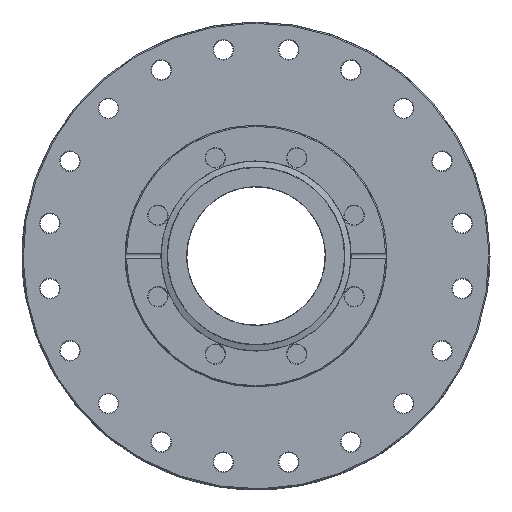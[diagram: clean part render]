
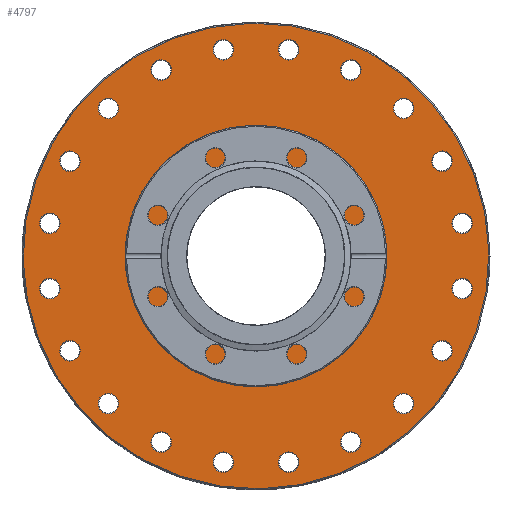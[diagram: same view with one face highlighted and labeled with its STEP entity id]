
A CAD part, front view. The second image highlights one B-rep face of the part: STEP entity #4797.
In plain terms, the highlighted planar face has unit normal (0, -1, 0).
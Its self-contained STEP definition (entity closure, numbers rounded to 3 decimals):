
#793=PLANE('',#5212);
#936=FACE_BOUND('',#1437,.T.);
#937=FACE_BOUND('',#1438,.T.);
#938=FACE_BOUND('',#1439,.T.);
#939=FACE_BOUND('',#1440,.T.);
#940=FACE_BOUND('',#1441,.T.);
#941=FACE_BOUND('',#1442,.T.);
#942=FACE_BOUND('',#1443,.T.);
#943=FACE_BOUND('',#1444,.T.);
#944=FACE_BOUND('',#1445,.T.);
#945=FACE_BOUND('',#1446,.T.);
#946=FACE_BOUND('',#1447,.T.);
#947=FACE_BOUND('',#1448,.T.);
#948=FACE_BOUND('',#1449,.T.);
#949=FACE_BOUND('',#1450,.T.);
#950=FACE_BOUND('',#1451,.T.);
#951=FACE_BOUND('',#1452,.T.);
#952=FACE_BOUND('',#1453,.T.);
#953=FACE_BOUND('',#1454,.T.);
#954=FACE_BOUND('',#1455,.T.);
#955=FACE_BOUND('',#1456,.T.);
#956=FACE_BOUND('',#1457,.T.);
#1124=FACE_OUTER_BOUND('',#1436,.T.);
#1436=EDGE_LOOP('',(#3382));
#1437=EDGE_LOOP('',(#3383));
#1438=EDGE_LOOP('',(#3384));
#1439=EDGE_LOOP('',(#3385));
#1440=EDGE_LOOP('',(#3386));
#1441=EDGE_LOOP('',(#3387));
#1442=EDGE_LOOP('',(#3388));
#1443=EDGE_LOOP('',(#3389));
#1444=EDGE_LOOP('',(#3390));
#1445=EDGE_LOOP('',(#3391));
#1446=EDGE_LOOP('',(#3392));
#1447=EDGE_LOOP('',(#3393));
#1448=EDGE_LOOP('',(#3394));
#1449=EDGE_LOOP('',(#3395));
#1450=EDGE_LOOP('',(#3396));
#1451=EDGE_LOOP('',(#3397));
#1452=EDGE_LOOP('',(#3398));
#1453=EDGE_LOOP('',(#3399));
#1454=EDGE_LOOP('',(#3400));
#1455=EDGE_LOOP('',(#3401));
#1456=EDGE_LOOP('',(#3402));
#1457=EDGE_LOOP('',(#3403));
#1931=CIRCLE('',#5208,31.75);
#1932=CIRCLE('',#5210,101.);
#1934=CIRCLE('',#5213,4.45);
#1935=CIRCLE('',#5214,4.45);
#1936=CIRCLE('',#5215,4.45);
#1937=CIRCLE('',#5216,4.45);
#1938=CIRCLE('',#5217,4.45);
#1939=CIRCLE('',#5218,4.45);
#1940=CIRCLE('',#5219,4.45);
#1941=CIRCLE('',#5220,4.45);
#1942=CIRCLE('',#5221,4.45);
#1943=CIRCLE('',#5222,4.45);
#1944=CIRCLE('',#5223,4.45);
#1945=CIRCLE('',#5224,4.45);
#1946=CIRCLE('',#5225,4.45);
#1947=CIRCLE('',#5226,4.45);
#1948=CIRCLE('',#5227,4.45);
#1949=CIRCLE('',#5228,4.45);
#1950=CIRCLE('',#5229,4.45);
#1951=CIRCLE('',#5230,4.45);
#1952=CIRCLE('',#5231,4.45);
#1953=CIRCLE('',#5232,4.45);
#2201=VERTEX_POINT('',#6894);
#2202=VERTEX_POINT('',#6897);
#2204=VERTEX_POINT('',#6902);
#2205=VERTEX_POINT('',#6904);
#2206=VERTEX_POINT('',#6906);
#2207=VERTEX_POINT('',#6908);
#2208=VERTEX_POINT('',#6910);
#2209=VERTEX_POINT('',#6912);
#2210=VERTEX_POINT('',#6914);
#2211=VERTEX_POINT('',#6916);
#2212=VERTEX_POINT('',#6918);
#2213=VERTEX_POINT('',#6920);
#2214=VERTEX_POINT('',#6922);
#2215=VERTEX_POINT('',#6924);
#2216=VERTEX_POINT('',#6926);
#2217=VERTEX_POINT('',#6928);
#2218=VERTEX_POINT('',#6930);
#2219=VERTEX_POINT('',#6932);
#2220=VERTEX_POINT('',#6934);
#2221=VERTEX_POINT('',#6936);
#2222=VERTEX_POINT('',#6938);
#2223=VERTEX_POINT('',#6940);
#2701=EDGE_CURVE('',#2201,#2201,#1931,.T.);
#2702=EDGE_CURVE('',#2202,#2202,#1932,.T.);
#2704=EDGE_CURVE('',#2204,#2204,#1934,.T.);
#2705=EDGE_CURVE('',#2205,#2205,#1935,.T.);
#2706=EDGE_CURVE('',#2206,#2206,#1936,.T.);
#2707=EDGE_CURVE('',#2207,#2207,#1937,.T.);
#2708=EDGE_CURVE('',#2208,#2208,#1938,.T.);
#2709=EDGE_CURVE('',#2209,#2209,#1939,.T.);
#2710=EDGE_CURVE('',#2210,#2210,#1940,.T.);
#2711=EDGE_CURVE('',#2211,#2211,#1941,.T.);
#2712=EDGE_CURVE('',#2212,#2212,#1942,.T.);
#2713=EDGE_CURVE('',#2213,#2213,#1943,.T.);
#2714=EDGE_CURVE('',#2214,#2214,#1944,.T.);
#2715=EDGE_CURVE('',#2215,#2215,#1945,.T.);
#2716=EDGE_CURVE('',#2216,#2216,#1946,.T.);
#2717=EDGE_CURVE('',#2217,#2217,#1947,.T.);
#2718=EDGE_CURVE('',#2218,#2218,#1948,.T.);
#2719=EDGE_CURVE('',#2219,#2219,#1949,.T.);
#2720=EDGE_CURVE('',#2220,#2220,#1950,.T.);
#2721=EDGE_CURVE('',#2221,#2221,#1951,.T.);
#2722=EDGE_CURVE('',#2222,#2222,#1952,.T.);
#2723=EDGE_CURVE('',#2223,#2223,#1953,.T.);
#3382=ORIENTED_EDGE('',*,*,#2702,.F.);
#3383=ORIENTED_EDGE('',*,*,#2701,.T.);
#3384=ORIENTED_EDGE('',*,*,#2704,.F.);
#3385=ORIENTED_EDGE('',*,*,#2705,.F.);
#3386=ORIENTED_EDGE('',*,*,#2706,.F.);
#3387=ORIENTED_EDGE('',*,*,#2707,.F.);
#3388=ORIENTED_EDGE('',*,*,#2708,.F.);
#3389=ORIENTED_EDGE('',*,*,#2709,.F.);
#3390=ORIENTED_EDGE('',*,*,#2710,.F.);
#3391=ORIENTED_EDGE('',*,*,#2711,.F.);
#3392=ORIENTED_EDGE('',*,*,#2712,.F.);
#3393=ORIENTED_EDGE('',*,*,#2713,.F.);
#3394=ORIENTED_EDGE('',*,*,#2714,.F.);
#3395=ORIENTED_EDGE('',*,*,#2715,.F.);
#3396=ORIENTED_EDGE('',*,*,#2716,.F.);
#3397=ORIENTED_EDGE('',*,*,#2717,.F.);
#3398=ORIENTED_EDGE('',*,*,#2718,.F.);
#3399=ORIENTED_EDGE('',*,*,#2719,.F.);
#3400=ORIENTED_EDGE('',*,*,#2720,.F.);
#3401=ORIENTED_EDGE('',*,*,#2721,.F.);
#3402=ORIENTED_EDGE('',*,*,#2722,.F.);
#3403=ORIENTED_EDGE('',*,*,#2723,.F.);
#4797=ADVANCED_FACE('',(#1124,#936,#937,#938,#939,#940,#941,#942,#943,#944,
#945,#946,#947,#948,#949,#950,#951,#952,#953,#954,#955,#956),#793,.T.);
#5208=AXIS2_PLACEMENT_3D('',#6895,#5697,#5698);
#5210=AXIS2_PLACEMENT_3D('',#6898,#5701,#5702);
#5212=AXIS2_PLACEMENT_3D('',#6901,#5705,#5706);
#5213=AXIS2_PLACEMENT_3D('',#6903,#5707,#5708);
#5214=AXIS2_PLACEMENT_3D('',#6905,#5709,#5710);
#5215=AXIS2_PLACEMENT_3D('',#6907,#5711,#5712);
#5216=AXIS2_PLACEMENT_3D('',#6909,#5713,#5714);
#5217=AXIS2_PLACEMENT_3D('',#6911,#5715,#5716);
#5218=AXIS2_PLACEMENT_3D('',#6913,#5717,#5718);
#5219=AXIS2_PLACEMENT_3D('',#6915,#5719,#5720);
#5220=AXIS2_PLACEMENT_3D('',#6917,#5721,#5722);
#5221=AXIS2_PLACEMENT_3D('',#6919,#5723,#5724);
#5222=AXIS2_PLACEMENT_3D('',#6921,#5725,#5726);
#5223=AXIS2_PLACEMENT_3D('',#6923,#5727,#5728);
#5224=AXIS2_PLACEMENT_3D('',#6925,#5729,#5730);
#5225=AXIS2_PLACEMENT_3D('',#6927,#5731,#5732);
#5226=AXIS2_PLACEMENT_3D('',#6929,#5733,#5734);
#5227=AXIS2_PLACEMENT_3D('',#6931,#5735,#5736);
#5228=AXIS2_PLACEMENT_3D('',#6933,#5737,#5738);
#5229=AXIS2_PLACEMENT_3D('',#6935,#5739,#5740);
#5230=AXIS2_PLACEMENT_3D('',#6937,#5741,#5742);
#5231=AXIS2_PLACEMENT_3D('',#6939,#5743,#5744);
#5232=AXIS2_PLACEMENT_3D('',#6941,#5745,#5746);
#5697=DIRECTION('center_axis',(0.,1.,0.));
#5698=DIRECTION('ref_axis',(0.988,0.,0.156));
#5701=DIRECTION('center_axis',(0.,1.,0.));
#5702=DIRECTION('ref_axis',(1.,0.,0.));
#5705=DIRECTION('center_axis',(0.,-1.,0.));
#5706=DIRECTION('ref_axis',(0.,0.,-1.));
#5707=DIRECTION('center_axis',(0.,-1.,0.));
#5708=DIRECTION('ref_axis',(0.951,0.,0.309));
#5709=DIRECTION('center_axis',(0.,-1.,0.));
#5710=DIRECTION('ref_axis',(0.588,0.,0.809));
#5711=DIRECTION('center_axis',(0.,-1.,0.));
#5712=DIRECTION('ref_axis',(0.,0.,1.));
#5713=DIRECTION('center_axis',(0.,-1.,0.));
#5714=DIRECTION('ref_axis',(-0.588,0.,0.809));
#5715=DIRECTION('center_axis',(0.,-1.,0.));
#5716=DIRECTION('ref_axis',(-0.951,0.,0.309));
#5717=DIRECTION('center_axis',(0.,-1.,0.));
#5718=DIRECTION('ref_axis',(-0.951,0.,-0.309));
#5719=DIRECTION('center_axis',(0.,-1.,0.));
#5720=DIRECTION('ref_axis',(-0.588,0.,-0.809));
#5721=DIRECTION('center_axis',(0.,-1.,0.));
#5722=DIRECTION('ref_axis',(0.,0.,-1.));
#5723=DIRECTION('center_axis',(0.,-1.,0.));
#5724=DIRECTION('ref_axis',(0.588,0.,-0.809));
#5725=DIRECTION('center_axis',(0.,-1.,0.));
#5726=DIRECTION('ref_axis',(0.951,0.,-0.309));
#5727=DIRECTION('center_axis',(0.,-1.,0.));
#5728=DIRECTION('ref_axis',(1.,0.,0.));
#5729=DIRECTION('center_axis',(0.,-1.,0.));
#5730=DIRECTION('ref_axis',(0.809,0.,-0.588));
#5731=DIRECTION('center_axis',(0.,-1.,0.));
#5732=DIRECTION('ref_axis',(0.309,0.,-0.951));
#5733=DIRECTION('center_axis',(0.,-1.,0.));
#5734=DIRECTION('ref_axis',(-0.309,0.,-0.951));
#5735=DIRECTION('center_axis',(0.,-1.,0.));
#5736=DIRECTION('ref_axis',(-0.809,0.,-0.588));
#5737=DIRECTION('center_axis',(0.,-1.,0.));
#5738=DIRECTION('ref_axis',(-1.,0.,0.));
#5739=DIRECTION('center_axis',(0.,-1.,0.));
#5740=DIRECTION('ref_axis',(-0.809,0.,0.588));
#5741=DIRECTION('center_axis',(0.,-1.,0.));
#5742=DIRECTION('ref_axis',(-0.309,0.,0.951));
#5743=DIRECTION('center_axis',(0.,-1.,0.));
#5744=DIRECTION('ref_axis',(0.309,0.,0.951));
#5745=DIRECTION('center_axis',(0.,-1.,0.));
#5746=DIRECTION('ref_axis',(0.809,0.,0.588));
#6894=CARTESIAN_POINT('',(-31.359,0.,-4.967));
#6895=CARTESIAN_POINT('Origin',(0.,0.,0.));
#6897=CARTESIAN_POINT('',(-101.,0.,0.));
#6898=CARTESIAN_POINT('Origin',(0.,0.,0.));
#6901=CARTESIAN_POINT('Origin',(-101.5,0.,0.));
#6902=CARTESIAN_POINT('',(23.749,0.,-87.493));
#6903=CARTESIAN_POINT('Origin',(27.981,0.,-86.118));
#6904=CARTESIAN_POINT('',(70.641,0.,-56.824));
#6905=CARTESIAN_POINT('Origin',(73.256,0.,-53.224));
#6906=CARTESIAN_POINT('',(90.55,0.,-4.45));
#6907=CARTESIAN_POINT('Origin',(90.55,0.,0.));
#6908=CARTESIAN_POINT('',(75.872,0.,49.624));
#6909=CARTESIAN_POINT('Origin',(73.256,0.,53.224));
#6910=CARTESIAN_POINT('',(32.214,0.,84.743));
#6911=CARTESIAN_POINT('Origin',(27.981,0.,86.118));
#6912=CARTESIAN_POINT('',(-23.749,0.,87.493));
#6913=CARTESIAN_POINT('Origin',(-27.981,0.,86.118));
#6914=CARTESIAN_POINT('',(-70.641,0.,56.824));
#6915=CARTESIAN_POINT('Origin',(-73.256,0.,53.224));
#6916=CARTESIAN_POINT('',(-90.55,0.,4.45));
#6917=CARTESIAN_POINT('Origin',(-90.55,0.,0.));
#6918=CARTESIAN_POINT('',(-75.872,0.,-49.624));
#6919=CARTESIAN_POINT('Origin',(-73.256,0.,-53.224));
#6920=CARTESIAN_POINT('',(-32.214,0.,-84.743));
#6921=CARTESIAN_POINT('Origin',(-27.981,0.,-86.118));
#6922=CARTESIAN_POINT('',(-4.45,0.,-90.55));
#6923=CARTESIAN_POINT('Origin',(0.,0.,-90.55));
#6924=CARTESIAN_POINT('',(-56.824,0.,-70.641));
#6925=CARTESIAN_POINT('Origin',(-53.224,0.,-73.256));
#6926=CARTESIAN_POINT('',(-87.493,0.,-23.749));
#6927=CARTESIAN_POINT('Origin',(-86.118,0.,-27.981));
#6928=CARTESIAN_POINT('',(-84.743,0.,32.214));
#6929=CARTESIAN_POINT('Origin',(-86.118,0.,27.981));
#6930=CARTESIAN_POINT('',(-49.624,0.,75.872));
#6931=CARTESIAN_POINT('Origin',(-53.224,0.,73.256));
#6932=CARTESIAN_POINT('',(4.45,0.,90.55));
#6933=CARTESIAN_POINT('Origin',(0.,0.,90.55));
#6934=CARTESIAN_POINT('',(56.824,0.,70.641));
#6935=CARTESIAN_POINT('Origin',(53.224,0.,73.256));
#6936=CARTESIAN_POINT('',(87.493,0.,23.749));
#6937=CARTESIAN_POINT('Origin',(86.118,0.,27.981));
#6938=CARTESIAN_POINT('',(84.743,0.,-32.214));
#6939=CARTESIAN_POINT('Origin',(86.118,0.,-27.981));
#6940=CARTESIAN_POINT('',(49.624,0.,-75.872));
#6941=CARTESIAN_POINT('Origin',(53.224,0.,-73.256));
